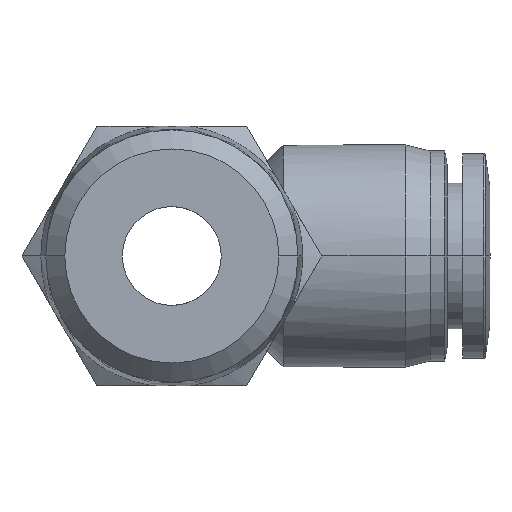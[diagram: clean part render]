
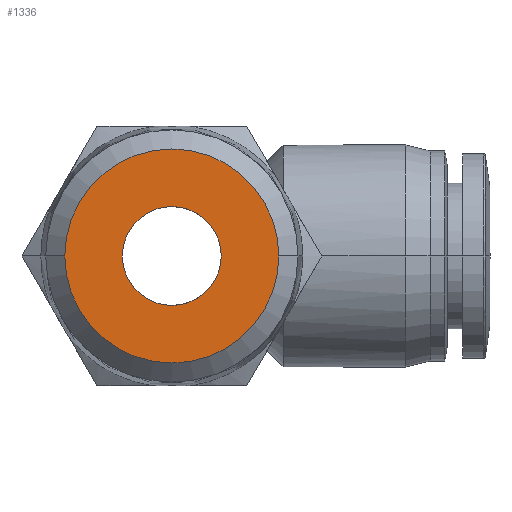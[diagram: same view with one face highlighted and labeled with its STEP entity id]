
A CAD part, front view. The second image highlights one B-rep face of the part: STEP entity #1336.
In plain terms, the highlighted planar face has unit normal (0, -1, 0).
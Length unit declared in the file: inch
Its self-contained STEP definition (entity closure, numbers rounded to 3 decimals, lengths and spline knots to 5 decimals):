
#63 = CARTESIAN_POINT ( 'NONE',  ( 0.34104, -0.7874, 0. ) ) ;
#253 = DIRECTION ( 'NONE',  ( -1., 0., 0. ) ) ;
#271 = ORIENTED_EDGE ( 'NONE', *, *, #3916, .T. ) ;
#487 = AXIS2_PLACEMENT_3D ( 'NONE', #4575, #2137, #4988 ) ;
#583 = EDGE_CURVE ( 'NONE', #2591, #3361, #1313, .T. ) ;
#1047 = DIRECTION ( 'NONE',  ( 0., -1., 0. ) ) ;
#1112 = ORIENTED_EDGE ( 'NONE', *, *, #583, .T. ) ;
#1176 = CIRCLE ( 'NONE', #1605, 0.34104 ) ;
#1219 = DIRECTION ( 'NONE',  ( -1., 0., 0. ) ) ;
#1239 = DIRECTION ( 'NONE',  ( 0., 1., 0. ) ) ;
#1263 = CARTESIAN_POINT ( 'NONE',  ( 0., -0.7874, 0. ) ) ;
#1313 = CIRCLE ( 'NONE', #3895, 0.15748 ) ;
#1336 = ADVANCED_FACE ( 'NONE', ( #2817, #2762 ), #2673, .T. ) ;
#1405 = VERTEX_POINT ( 'NONE', #63 ) ;
#1459 = VERTEX_POINT ( 'NONE', #2439 ) ;
#1605 = AXIS2_PLACEMENT_3D ( 'NONE', #5016, #2552, #253 ) ;
#2062 = CIRCLE ( 'NONE', #487, 0.15748 ) ;
#2137 = DIRECTION ( 'NONE',  ( 0., 1., 0. ) ) ;
#2288 = CARTESIAN_POINT ( 'NONE',  ( -0.17052, -0.7874, 0. ) ) ;
#2429 = CARTESIAN_POINT ( 'NONE',  ( 0.15748, -0.7874, 0. ) ) ;
#2439 = CARTESIAN_POINT ( 'NONE',  ( -0.34104, -0.7874, 0. ) ) ;
#2552 = DIRECTION ( 'NONE',  ( 0., -1., 0. ) ) ;
#2591 = VERTEX_POINT ( 'NONE', #4843 ) ;
#2673 = PLANE ( 'NONE',  #4195 ) ;
#2689 = DIRECTION ( 'NONE',  ( 0., 0., -1. ) ) ;
#2762 = FACE_OUTER_BOUND ( 'NONE', #3957, .T. ) ;
#2817 = FACE_BOUND ( 'NONE', #3841, .T. ) ;
#3361 = VERTEX_POINT ( 'NONE', #2429 ) ;
#3387 = CARTESIAN_POINT ( 'NONE',  ( 0., -0.7874, 0. ) ) ;
#3474 = EDGE_CURVE ( 'NONE', #1459, #1405, #1176, .T. ) ;
#3822 = DIRECTION ( 'NONE',  ( -1., 0., 0. ) ) ;
#3841 = EDGE_LOOP ( 'NONE', ( #1112, #271 ) ) ;
#3895 = AXIS2_PLACEMENT_3D ( 'NONE', #1263, #1239, #1219 ) ;
#3916 = EDGE_CURVE ( 'NONE', #3361, #2591, #2062, .T. ) ;
#3957 = EDGE_LOOP ( 'NONE', ( #3983, #4747 ) ) ;
#3983 = ORIENTED_EDGE ( 'NONE', *, *, #3474, .T. ) ;
#4195 = AXIS2_PLACEMENT_3D ( 'NONE', #2288, #5146, #2689 ) ;
#4427 = AXIS2_PLACEMENT_3D ( 'NONE', #3387, #1047, #3822 ) ;
#4575 = CARTESIAN_POINT ( 'NONE',  ( 0., -0.7874, 0. ) ) ;
#4746 = EDGE_CURVE ( 'NONE', #1405, #1459, #4917, .T. ) ;
#4747 = ORIENTED_EDGE ( 'NONE', *, *, #4746, .T. ) ;
#4843 = CARTESIAN_POINT ( 'NONE',  ( -0.15748, -0.7874, 0. ) ) ;
#4917 = CIRCLE ( 'NONE', #4427, 0.34104 ) ;
#4988 = DIRECTION ( 'NONE',  ( -1., 0., 0. ) ) ;
#5016 = CARTESIAN_POINT ( 'NONE',  ( 0., -0.7874, 0. ) ) ;
#5146 = DIRECTION ( 'NONE',  ( 0., -1., 0. ) ) ;
